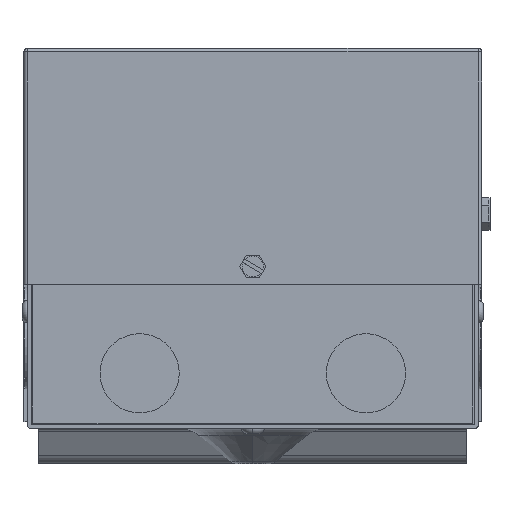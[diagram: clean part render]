
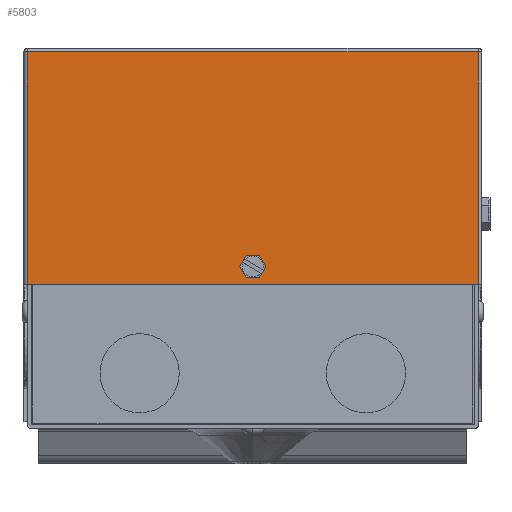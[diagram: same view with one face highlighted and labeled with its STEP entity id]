
A CAD part, front view. The second image highlights one B-rep face of the part: STEP entity #5803.
In plain terms, the highlighted planar face has unit normal (0, -1, 0).
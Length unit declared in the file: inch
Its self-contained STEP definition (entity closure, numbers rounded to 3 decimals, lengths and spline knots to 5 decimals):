
#205 = VERTEX_POINT ( 'NONE', #1596 ) ;
#211 = VECTOR ( 'NONE', #2983, 39.37008 ) ;
#261 = LINE ( 'NONE', #956, #4936 ) ;
#515 = ORIENTED_EDGE ( 'NONE', *, *, #793, .T. ) ;
#575 = CARTESIAN_POINT ( 'NONE',  ( -0.07217, -9.06, -2.535 ) ) ;
#616 = CARTESIAN_POINT ( 'NONE',  ( 0.07217, -9.06, -2.285 ) ) ;
#716 = VERTEX_POINT ( 'NONE', #1215 ) ;
#793 = EDGE_CURVE ( 'NONE', #716, #1621, #3732, .T. ) ;
#880 = VERTEX_POINT ( 'NONE', #1404 ) ;
#897 = CARTESIAN_POINT ( 'NONE',  ( 0.14434, -9.06, -2.41 ) ) ;
#956 = CARTESIAN_POINT ( 'NONE',  ( 0.07217, -9.06, -2.285 ) ) ;
#1125 = LINE ( 'NONE', #5516, #3379 ) ;
#1197 = EDGE_LOOP ( 'NONE', ( #3627, #1895, #3486, #4047, #3603, #4831 ) ) ;
#1215 = CARTESIAN_POINT ( 'NONE',  ( -2.49, -9.06, -2.61 ) ) ;
#1277 = DIRECTION ( 'NONE',  ( 1., 0., 0. ) ) ;
#1281 = EDGE_CURVE ( 'NONE', #1621, #205, #3680, .T. ) ;
#1404 = CARTESIAN_POINT ( 'NONE',  ( -0.14434, -9.06, -2.41 ) ) ;
#1414 = VERTEX_POINT ( 'NONE', #2376 ) ;
#1513 = CARTESIAN_POINT ( 'NONE',  ( -2.49, -9.06, -0.04 ) ) ;
#1596 = CARTESIAN_POINT ( 'NONE',  ( 2.49, -9.06, -0.04 ) ) ;
#1621 = VERTEX_POINT ( 'NONE', #3199 ) ;
#1677 = EDGE_LOOP ( 'NONE', ( #515, #2460, #3446, #2971 ) ) ;
#1682 = EDGE_CURVE ( 'NONE', #4320, #880, #1125, .T. ) ;
#1773 = VECTOR ( 'NONE', #4606, 39.37008 ) ;
#1780 = EDGE_CURVE ( 'NONE', #205, #1787, #5612, .T. ) ;
#1787 = VERTEX_POINT ( 'NONE', #1513 ) ;
#1887 = DIRECTION ( 'NONE',  ( -0.5, 0., -0.866 ) ) ;
#1895 = ORIENTED_EDGE ( 'NONE', *, *, #4771, .F. ) ;
#1935 = LINE ( 'NONE', #575, #5419 ) ;
#1994 = DIRECTION ( 'NONE',  ( -1., 0., 0. ) ) ;
#2020 = CARTESIAN_POINT ( 'NONE',  ( 0.07217, -9.06, -2.535 ) ) ;
#2107 = VERTEX_POINT ( 'NONE', #897 ) ;
#2131 = CARTESIAN_POINT ( 'NONE',  ( -0.07217, -9.06, -2.285 ) ) ;
#2163 = EDGE_CURVE ( 'NONE', #2432, #4320, #261, .T. ) ;
#2376 = CARTESIAN_POINT ( 'NONE',  ( -0.07217, -9.06, -2.535 ) ) ;
#2382 = VECTOR ( 'NONE', #1277, 39.37008 ) ;
#2432 = VERTEX_POINT ( 'NONE', #616 ) ;
#2455 = CARTESIAN_POINT ( 'NONE',  ( -2.49, -9.06, 0. ) ) ;
#2460 = ORIENTED_EDGE ( 'NONE', *, *, #1281, .T. ) ;
#2524 = LINE ( 'NONE', #2455, #3876 ) ;
#2566 = EDGE_CURVE ( 'NONE', #1787, #716, #2524, .T. ) ;
#2579 = DIRECTION ( 'NONE',  ( 0., 1., 0. ) ) ;
#2792 = CARTESIAN_POINT ( 'NONE',  ( -0.14434, -9.06, -2.41 ) ) ;
#2916 = DIRECTION ( 'NONE',  ( 0., 0., -1. ) ) ;
#2971 = ORIENTED_EDGE ( 'NONE', *, *, #2566, .T. ) ;
#2980 = EDGE_CURVE ( 'NONE', #2107, #2432, #4991, .T. ) ;
#2981 = LINE ( 'NONE', #2792, #1773 ) ;
#2983 = DIRECTION ( 'NONE',  ( 0., 0., 1. ) ) ;
#3009 = LINE ( 'NONE', #5341, #3278 ) ;
#3068 = FACE_BOUND ( 'NONE', #1197, .T. ) ;
#3072 = PLANE ( 'NONE',  #5809 ) ;
#3199 = CARTESIAN_POINT ( 'NONE',  ( 2.49, -9.06, -2.61 ) ) ;
#3205 = FACE_OUTER_BOUND ( 'NONE', #1677, .T. ) ;
#3278 = VECTOR ( 'NONE', #5790, 39.37008 ) ;
#3379 = VECTOR ( 'NONE', #1887, 39.37008 ) ;
#3446 = ORIENTED_EDGE ( 'NONE', *, *, #1780, .T. ) ;
#3461 = EDGE_CURVE ( 'NONE', #4871, #2107, #3009, .T. ) ;
#3486 = ORIENTED_EDGE ( 'NONE', *, *, #1682, .F. ) ;
#3526 = DIRECTION ( 'NONE',  ( 0., 0., 1. ) ) ;
#3603 = ORIENTED_EDGE ( 'NONE', *, *, #2980, .F. ) ;
#3627 = ORIENTED_EDGE ( 'NONE', *, *, #3984, .F. ) ;
#3666 = DIRECTION ( 'NONE',  ( -1., 0., 0. ) ) ;
#3680 = LINE ( 'NONE', #5714, #211 ) ;
#3729 = DIRECTION ( 'NONE',  ( 1., 0., 0. ) ) ;
#3732 = LINE ( 'NONE', #4408, #2382 ) ;
#3782 = CARTESIAN_POINT ( 'NONE',  ( 0.14434, -9.06, -2.41 ) ) ;
#3876 = VECTOR ( 'NONE', #2916, 39.37008 ) ;
#3984 = EDGE_CURVE ( 'NONE', #1414, #4871, #1935, .T. ) ;
#4047 = ORIENTED_EDGE ( 'NONE', *, *, #2163, .F. ) ;
#4320 = VERTEX_POINT ( 'NONE', #2131 ) ;
#4379 = VECTOR ( 'NONE', #1994, 39.37008 ) ;
#4408 = CARTESIAN_POINT ( 'NONE',  ( 2.53, -9.06, -2.61 ) ) ;
#4606 = DIRECTION ( 'NONE',  ( 0.5, 0., -0.866 ) ) ;
#4700 = VECTOR ( 'NONE', #5613, 39.37008 ) ;
#4771 = EDGE_CURVE ( 'NONE', #880, #1414, #2981, .T. ) ;
#4831 = ORIENTED_EDGE ( 'NONE', *, *, #3461, .F. ) ;
#4871 = VERTEX_POINT ( 'NONE', #2020 ) ;
#4936 = VECTOR ( 'NONE', #3666, 39.37008 ) ;
#4991 = LINE ( 'NONE', #3782, #4700 ) ;
#5172 = CARTESIAN_POINT ( 'NONE',  ( 2.53, -9.06, -0.04 ) ) ;
#5341 = CARTESIAN_POINT ( 'NONE',  ( 0.07217, -9.06, -2.535 ) ) ;
#5352 = CARTESIAN_POINT ( 'NONE',  ( 2.53, -9.06, 0. ) ) ;
#5419 = VECTOR ( 'NONE', #3729, 39.37008 ) ;
#5516 = CARTESIAN_POINT ( 'NONE',  ( -0.07217, -9.06, -2.285 ) ) ;
#5612 = LINE ( 'NONE', #5172, #4379 ) ;
#5613 = DIRECTION ( 'NONE',  ( -0.5, 0., 0.866 ) ) ;
#5714 = CARTESIAN_POINT ( 'NONE',  ( 2.49, -9.06, 0. ) ) ;
#5790 = DIRECTION ( 'NONE',  ( 0.5, 0., 0.866 ) ) ;
#5803 = ADVANCED_FACE ( 'NONE', ( #3205, #3068 ), #3072, .F. ) ;
#5809 = AXIS2_PLACEMENT_3D ( 'NONE', #5352, #2579, #3526 ) ;
